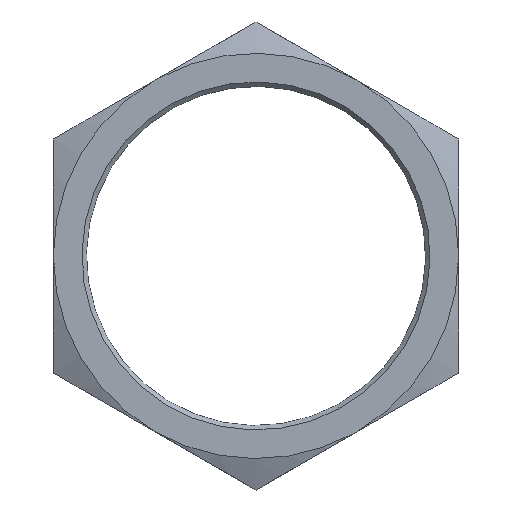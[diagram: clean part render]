
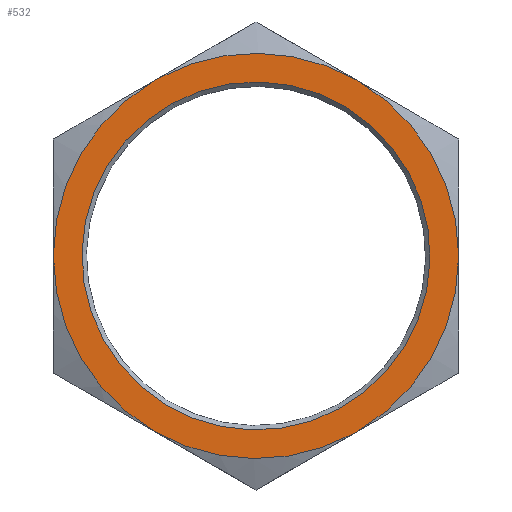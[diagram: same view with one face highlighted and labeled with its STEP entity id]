
A CAD part, top view. The second image highlights one B-rep face of the part: STEP entity #532.
In plain terms, the highlighted planar face has unit normal (0, 0, 1).
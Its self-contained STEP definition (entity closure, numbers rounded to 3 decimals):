
#397=AXIS2_PLACEMENT_3D('Circle Axis2P3D',#395,#396,$) ;
#408=AXIS2_PLACEMENT_3D('Circle Axis2P3D',#406,#407,$) ;
#419=AXIS2_PLACEMENT_3D('Circle Axis2P3D',#417,#418,$) ;
#437=AXIS2_PLACEMENT_3D('Circle Axis2P3D',#435,#436,$) ;
#449=AXIS2_PLACEMENT_3D('Circle Axis2P3D',#447,#448,$) ;
#460=AXIS2_PLACEMENT_3D('Circle Axis2P3D',#458,#459,$) ;
#478=AXIS2_PLACEMENT_3D('Circle Axis2P3D',#476,#477,$) ;
#490=AXIS2_PLACEMENT_3D('Circle Axis2P3D',#488,#489,$) ;
#502=AXIS2_PLACEMENT_3D('Plane Axis2P3D',#499,#500,#501) ;
#516=AXIS2_PLACEMENT_3D('Circle Axis2P3D',#514,#515,$) ;
#525=AXIS2_PLACEMENT_3D('Circle Axis2P3D',#523,#524,$) ;
#44=CARTESIAN_POINT('Vertex',(11.5,46.477,4.8)) ;
#124=CARTESIAN_POINT('Vertex',(0.,26.558,4.8)) ;
#181=CARTESIAN_POINT('Vertex',(11.5,6.64,4.8)) ;
#232=CARTESIAN_POINT('Vertex',(34.5,6.64,4.8)) ;
#303=CARTESIAN_POINT('Vertex',(46.,26.558,4.8)) ;
#360=CARTESIAN_POINT('Vertex',(34.5,46.477,4.8)) ;
#395=CARTESIAN_POINT('Axis2P3D Location',(23.,26.558,4.8)) ;
#406=CARTESIAN_POINT('Axis2P3D Location',(23.,26.558,4.8)) ;
#417=CARTESIAN_POINT('Axis2P3D Location',(23.,26.558,4.8)) ;
#421=CARTESIAN_POINT('Vertex',(34.027,6.374,4.8)) ;
#435=CARTESIAN_POINT('Axis2P3D Location',(23.,26.558,4.8)) ;
#447=CARTESIAN_POINT('Axis2P3D Location',(23.,26.558,4.8)) ;
#458=CARTESIAN_POINT('Axis2P3D Location',(23.,26.558,4.8)) ;
#473=CARTESIAN_POINT('Vertex',(11.973,46.743,4.8)) ;
#476=CARTESIAN_POINT('Axis2P3D Location',(23.,26.558,4.8)) ;
#488=CARTESIAN_POINT('Axis2P3D Location',(23.,26.558,4.8)) ;
#499=CARTESIAN_POINT('Axis2P3D Location',(23.,26.558,4.8)) ;
#514=CARTESIAN_POINT('Axis2P3D Location',(23.,26.558,4.8)) ;
#518=CARTESIAN_POINT('Vertex',(32.469,9.226,4.8)) ;
#520=CARTESIAN_POINT('Vertex',(13.531,43.89,4.8)) ;
#523=CARTESIAN_POINT('Axis2P3D Location',(23.,26.558,4.8)) ;
#396=DIRECTION('Axis2P3D Direction',(0.,0.,-1.)) ;
#407=DIRECTION('Axis2P3D Direction',(0.,0.,-1.)) ;
#418=DIRECTION('Axis2P3D Direction',(0.,0.,-1.)) ;
#436=DIRECTION('Axis2P3D Direction',(0.,0.,-1.)) ;
#448=DIRECTION('Axis2P3D Direction',(0.,0.,-1.)) ;
#459=DIRECTION('Axis2P3D Direction',(0.,0.,-1.)) ;
#477=DIRECTION('Axis2P3D Direction',(0.,0.,-1.)) ;
#489=DIRECTION('Axis2P3D Direction',(0.,0.,-1.)) ;
#500=DIRECTION('Axis2P3D Direction',(0.,0.,-1.)) ;
#501=DIRECTION('Axis2P3D XDirection',(0.,1.,0.)) ;
#515=DIRECTION('Axis2P3D Direction',(0.,0.,-1.)) ;
#524=DIRECTION('Axis2P3D Direction',(0.,0.,-1.)) ;
#505=ORIENTED_EDGE('',*,*,#410,.T.) ;
#506=ORIENTED_EDGE('',*,*,#480,.T.) ;
#507=ORIENTED_EDGE('',*,*,#492,.T.) ;
#508=ORIENTED_EDGE('',*,*,#462,.T.) ;
#509=ORIENTED_EDGE('',*,*,#399,.T.) ;
#510=ORIENTED_EDGE('',*,*,#439,.T.) ;
#511=ORIENTED_EDGE('',*,*,#423,.T.) ;
#512=ORIENTED_EDGE('',*,*,#451,.T.) ;
#529=ORIENTED_EDGE('',*,*,#522,.T.) ;
#530=ORIENTED_EDGE('',*,*,#527,.T.) ;
#531=FACE_BOUND('',#528,.T.) ;
#532=ADVANCED_FACE('Koerper.2',(#513,#531),#503,.F.) ;
#398=CIRCLE('generated circle',#397,23.) ;
#409=CIRCLE('generated circle',#408,23.) ;
#420=CIRCLE('generated circle',#419,23.) ;
#438=CIRCLE('generated circle',#437,23.) ;
#450=CIRCLE('generated circle',#449,23.) ;
#461=CIRCLE('generated circle',#460,23.) ;
#479=CIRCLE('generated circle',#478,23.) ;
#491=CIRCLE('generated circle',#490,23.) ;
#517=CIRCLE('generated circle',#516,19.75) ;
#526=CIRCLE('generated circle',#525,19.75) ;
#399=EDGE_CURVE('',#125,#182,#398,.F.) ;
#410=EDGE_CURVE('',#304,#361,#409,.F.) ;
#423=EDGE_CURVE('',#422,#233,#420,.F.) ;
#439=EDGE_CURVE('',#182,#422,#438,.F.) ;
#451=EDGE_CURVE('',#233,#304,#450,.F.) ;
#462=EDGE_CURVE('',#45,#125,#461,.F.) ;
#480=EDGE_CURVE('',#361,#474,#479,.F.) ;
#492=EDGE_CURVE('',#474,#45,#491,.F.) ;
#522=EDGE_CURVE('',#519,#521,#517,.T.) ;
#527=EDGE_CURVE('',#521,#519,#526,.T.) ;
#504=EDGE_LOOP('',(#505,#506,#507,#508,#509,#510,#511,#512)) ;
#528=EDGE_LOOP('',(#529,#530)) ;
#513=FACE_OUTER_BOUND('',#504,.T.) ;
#503=PLANE('',#502) ;
#45=VERTEX_POINT('',#44) ;
#125=VERTEX_POINT('',#124) ;
#182=VERTEX_POINT('',#181) ;
#233=VERTEX_POINT('',#232) ;
#304=VERTEX_POINT('',#303) ;
#361=VERTEX_POINT('',#360) ;
#422=VERTEX_POINT('',#421) ;
#474=VERTEX_POINT('',#473) ;
#519=VERTEX_POINT('',#518) ;
#521=VERTEX_POINT('',#520) ;
